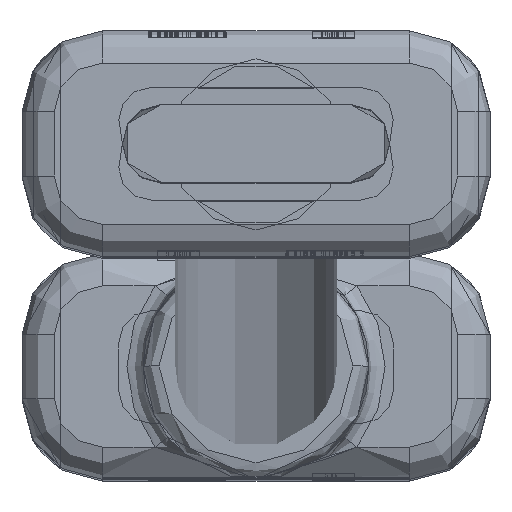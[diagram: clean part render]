
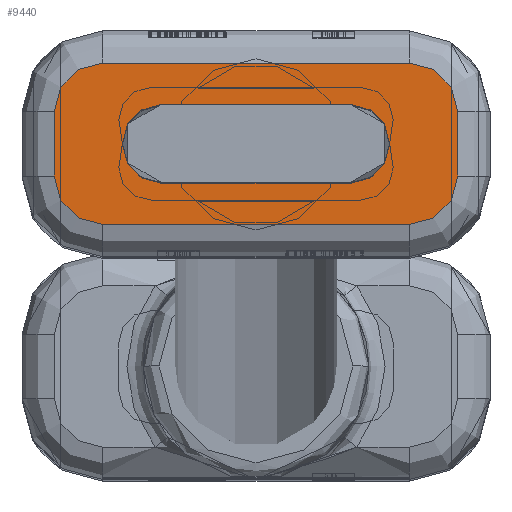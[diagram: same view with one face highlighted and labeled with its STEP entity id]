
A CAD part, top view. The second image highlights one B-rep face of the part: STEP entity #9440.
In plain terms, the highlighted face is planar.
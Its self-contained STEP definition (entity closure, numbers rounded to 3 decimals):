
#1399=DIRECTION('',(1.,0.,0.));
#1400=VECTOR('',#1399,2.);
#1401=CARTESIAN_POINT('',(2.5,15.75,6.25));
#1402=LINE('',#1401,#1400);
#1412=CARTESIAN_POINT('',(3.495,15.75,-2.925));
#1413=DIRECTION('',(0.,-1.,0.));
#1414=DIRECTION('',(0.004,0.,-1.));
#1415=AXIS2_PLACEMENT_3D('',#1412,#1413,#1414);
#1417=CARTESIAN_POINT('',(3.505,15.75,-2.925));
#1418=DIRECTION('',(0.,1.,0.));
#1419=DIRECTION('',(-0.004,0.,-1.));
#1420=AXIS2_PLACEMENT_3D('',#1417,#1418,#1419);
#1422=DIRECTION('',(0.,0.,1.));
#1423=VECTOR('',#1422,5.85);
#1424=CARTESIAN_POINT('',(2.29,15.75,-2.925));
#1425=LINE('',#1424,#1423);
#1426=CARTESIAN_POINT('',(3.505,15.75,2.925));
#1427=DIRECTION('',(0.,1.,0.));
#1428=DIRECTION('',(-1.,0.,0.));
#1429=AXIS2_PLACEMENT_3D('',#1426,#1427,#1428);
#1431=CARTESIAN_POINT('',(3.495,15.75,2.925));
#1432=DIRECTION('',(0.,-1.,0.));
#1433=DIRECTION('',(1.,0.,0.));
#1434=AXIS2_PLACEMENT_3D('',#1431,#1432,#1433);
#1436=DIRECTION('',(0.,0.,1.));
#1437=VECTOR('',#1436,5.85);
#1438=CARTESIAN_POINT('',(4.71,15.75,-2.925));
#1439=LINE('',#1438,#1437);
#1440=CARTESIAN_POINT('',(4.5,15.75,-4.75));
#1441=DIRECTION('',(0.,1.,0.));
#1442=DIRECTION('',(1.,0.,0.));
#1443=AXIS2_PLACEMENT_3D('',#1440,#1441,#1442);
#1445=DIRECTION('',(0.,0.,-1.));
#1446=VECTOR('',#1445,9.5);
#1447=CARTESIAN_POINT('',(6.,15.75,4.75));
#1448=LINE('',#1447,#1446);
#1449=CARTESIAN_POINT('',(4.5,15.75,4.75));
#1450=DIRECTION('',(0.,1.,0.));
#1451=DIRECTION('',(0.,0.,1.));
#1452=AXIS2_PLACEMENT_3D('',#1449,#1450,#1451);
#1454=CARTESIAN_POINT('',(2.5,15.75,4.75));
#1455=DIRECTION('',(0.,1.,0.));
#1456=DIRECTION('',(-1.,0.,0.));
#1457=AXIS2_PLACEMENT_3D('',#1454,#1455,#1456);
#1459=DIRECTION('',(0.,0.,1.));
#1460=VECTOR('',#1459,9.5);
#1461=CARTESIAN_POINT('',(1.,15.75,-4.75));
#1462=LINE('',#1461,#1460);
#1463=CARTESIAN_POINT('',(2.5,15.75,-4.75));
#1464=DIRECTION('',(0.,1.,0.));
#1465=DIRECTION('',(0.,0.,-1.));
#1466=AXIS2_PLACEMENT_3D('',#1463,#1464,#1465);
#1529=DIRECTION('',(-1.,0.,0.));
#1530=VECTOR('',#1529,2.);
#1531=CARTESIAN_POINT('',(4.5,15.75,-6.25));
#1532=LINE('',#1531,#1530);
#8077=CARTESIAN_POINT('',(2.29,15.75,-2.925));
#8078=VERTEX_POINT('',#8077);
#8079=CARTESIAN_POINT('',(2.29,15.75,2.925));
#8080=VERTEX_POINT('',#8079);
#8087=CARTESIAN_POINT('',(1.,15.75,4.75));
#8088=CARTESIAN_POINT('',(2.5,15.75,6.25));
#8089=VERTEX_POINT('',#8087);
#8090=VERTEX_POINT('',#8088);
#8095=CARTESIAN_POINT('',(1.,15.75,-4.75));
#8096=VERTEX_POINT('',#8095);
#8099=CARTESIAN_POINT('',(2.5,15.75,-6.25));
#8100=VERTEX_POINT('',#8099);
#8149=CARTESIAN_POINT('',(4.71,15.75,-2.925));
#8150=VERTEX_POINT('',#8149);
#8151=CARTESIAN_POINT('',(4.71,15.75,2.925));
#8152=VERTEX_POINT('',#8151);
#8153=CARTESIAN_POINT('',(3.5,15.75,-4.14));
#8154=VERTEX_POINT('',#8153);
#8155=CARTESIAN_POINT('',(3.5,15.75,4.14));
#8156=VERTEX_POINT('',#8155);
#8170=CARTESIAN_POINT('',(6.,15.75,-4.75));
#8171=CARTESIAN_POINT('',(4.5,15.75,-6.25));
#8172=VERTEX_POINT('',#8170);
#8173=VERTEX_POINT('',#8171);
#8178=CARTESIAN_POINT('',(6.,15.75,4.75));
#8179=VERTEX_POINT('',#8178);
#8182=CARTESIAN_POINT('',(4.5,15.75,6.25));
#8183=VERTEX_POINT('',#8182);
#9404=CARTESIAN_POINT('',(0.,15.75,-7.25));
#9405=DIRECTION('',(0.,1.,0.));
#9406=DIRECTION('',(0.,0.,1.));
#9407=AXIS2_PLACEMENT_3D('',#9404,#9405,#9406);
#9408=PLANE('',#9407);
#9410=ORIENTED_EDGE('',*,*,#9409,.F.);
#9412=ORIENTED_EDGE('',*,*,#9411,.F.);
#9414=ORIENTED_EDGE('',*,*,#9413,.F.);
#9416=ORIENTED_EDGE('',*,*,#9415,.F.);
#9417=ORIENTED_EDGE('',*,*,#9394,.F.);
#9419=ORIENTED_EDGE('',*,*,#9418,.F.);
#9421=ORIENTED_EDGE('',*,*,#9420,.F.);
#9423=ORIENTED_EDGE('',*,*,#9422,.F.);
#9424=EDGE_LOOP('',(#9410,#9412,#9414,#9416,#9417,#9419,#9421,#9423));
#9425=FACE_OUTER_BOUND('',#9424,.F.);
#9427=ORIENTED_EDGE('',*,*,#9426,.F.);
#9429=ORIENTED_EDGE('',*,*,#9428,.T.);
#9431=ORIENTED_EDGE('',*,*,#9430,.T.);
#9433=ORIENTED_EDGE('',*,*,#9432,.T.);
#9435=ORIENTED_EDGE('',*,*,#9434,.F.);
#9437=ORIENTED_EDGE('',*,*,#9436,.F.);
#9438=EDGE_LOOP('',(#9427,#9429,#9431,#9433,#9435,#9437));
#9439=FACE_BOUND('',#9438,.F.);
#9440=ADVANCED_FACE('',(#9425,#9439),#9408,.T.);
#1416=CIRCLE('',#1415,1.215);
#1421=CIRCLE('',#1420,1.215);
#1430=CIRCLE('',#1429,1.215);
#1435=CIRCLE('',#1434,1.215);
#1444=CIRCLE('',#1443,1.5);
#1453=CIRCLE('',#1452,1.5);
#1458=CIRCLE('',#1457,1.5);
#1467=CIRCLE('',#1466,1.5);
#9394=EDGE_CURVE('',#8090,#8183,#1402,.T.);
#9409=EDGE_CURVE('',#8173,#8100,#1532,.T.);
#9411=EDGE_CURVE('',#8172,#8173,#1444,.T.);
#9413=EDGE_CURVE('',#8179,#8172,#1448,.T.);
#9415=EDGE_CURVE('',#8183,#8179,#1453,.T.);
#9418=EDGE_CURVE('',#8089,#8090,#1458,.T.);
#9420=EDGE_CURVE('',#8096,#8089,#1462,.T.);
#9422=EDGE_CURVE('',#8100,#8096,#1467,.T.);
#9426=EDGE_CURVE('',#8154,#8150,#1416,.T.);
#9428=EDGE_CURVE('',#8154,#8078,#1421,.T.);
#9430=EDGE_CURVE('',#8078,#8080,#1425,.T.);
#9432=EDGE_CURVE('',#8080,#8156,#1430,.T.);
#9434=EDGE_CURVE('',#8152,#8156,#1435,.T.);
#9436=EDGE_CURVE('',#8150,#8152,#1439,.T.);
